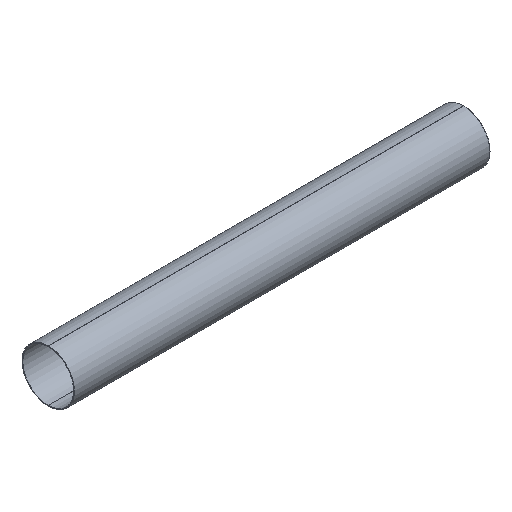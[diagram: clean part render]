
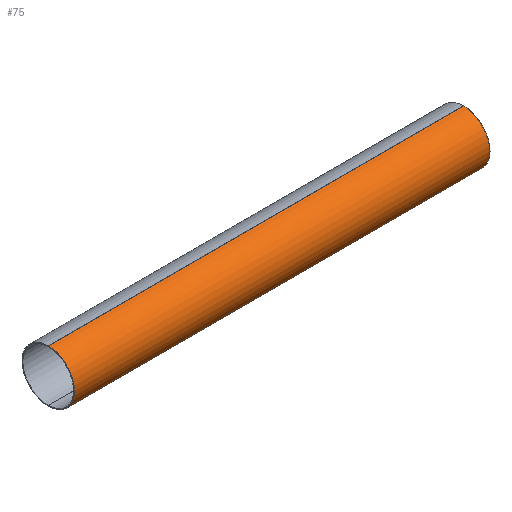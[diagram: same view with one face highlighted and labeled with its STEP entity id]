
A CAD part, isometric view. The second image highlights one B-rep face of the part: STEP entity #75.
In plain terms, the highlighted cylindrical face has radius 315 mm (diameter 630 mm), a partial arc.
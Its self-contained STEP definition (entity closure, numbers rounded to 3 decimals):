
#51 = EDGE_CURVE( '', #55, #53, #121, .T. );
#53 = VERTEX_POINT( '', #123 );
#55 = VERTEX_POINT( '', #125 );
#67 = EDGE_CURVE( '', #53, #73, #139, .T. );
#73 = VERTEX_POINT( '', #147 );
#75 = ADVANCED_FACE( '', ( #149 ), #150, .T. );
#81 = EDGE_CURVE( '', #73, #87, #156, .T. );
#87 = VERTEX_POINT( '', #163 );
#101 = EDGE_CURVE( '', #87, #55, #178, .T. );
#121 = CIRCLE( '', #190, 315. );
#123 = CARTESIAN_POINT( '', ( 5000., 0., 315. ) );
#125 = CARTESIAN_POINT( '', ( 5000., 0., -315. ) );
#139 = LINE( '', #212, #213 );
#147 = CARTESIAN_POINT( '', ( 0., 0., 315. ) );
#149 = FACE_OUTER_BOUND( '', #223, .T. );
#150 = CYLINDRICAL_SURFACE( '', #224, 315. );
#156 = CIRCLE( '', #232, 315. );
#163 = CARTESIAN_POINT( '', ( 0., 0., -315. ) );
#178 = LINE( '', #260, #261 );
#190 = AXIS2_PLACEMENT_3D( '', #266, #267, #268 );
#212 = CARTESIAN_POINT( '', ( 0., 0., 315. ) );
#213 = VECTOR( '', #286, 1. );
#223 = EDGE_LOOP( '', ( #296, #297, #298, #299 ) );
#224 = AXIS2_PLACEMENT_3D( '', #300, #301, #302 );
#232 = AXIS2_PLACEMENT_3D( '', #306, #307, #308 );
#260 = CARTESIAN_POINT( '', ( 0., 0., -315. ) );
#261 = VECTOR( '', #334, 1. );
#266 = CARTESIAN_POINT( '', ( 5000., 0., 0. ) );
#267 = DIRECTION( '', ( -1., 0., 0. ) );
#268 = DIRECTION( '', ( 0., 0., -1. ) );
#286 = DIRECTION( '', ( -1., 0., 0. ) );
#296 = ORIENTED_EDGE( '', *, *, #101, .T. );
#297 = ORIENTED_EDGE( '', *, *, #51, .T. );
#298 = ORIENTED_EDGE( '', *, *, #67, .T. );
#299 = ORIENTED_EDGE( '', *, *, #81, .T. );
#300 = CARTESIAN_POINT( '', ( 0., 0., 0. ) );
#301 = DIRECTION( '', ( -1., 0., 0. ) );
#302 = DIRECTION( '', ( 0., 0., -1. ) );
#306 = CARTESIAN_POINT( '', ( 0., 0., 0. ) );
#307 = DIRECTION( '', ( 1., 0., 0. ) );
#308 = DIRECTION( '', ( 0., 0., -1. ) );
#334 = DIRECTION( '', ( 1., 0., 0. ) );
